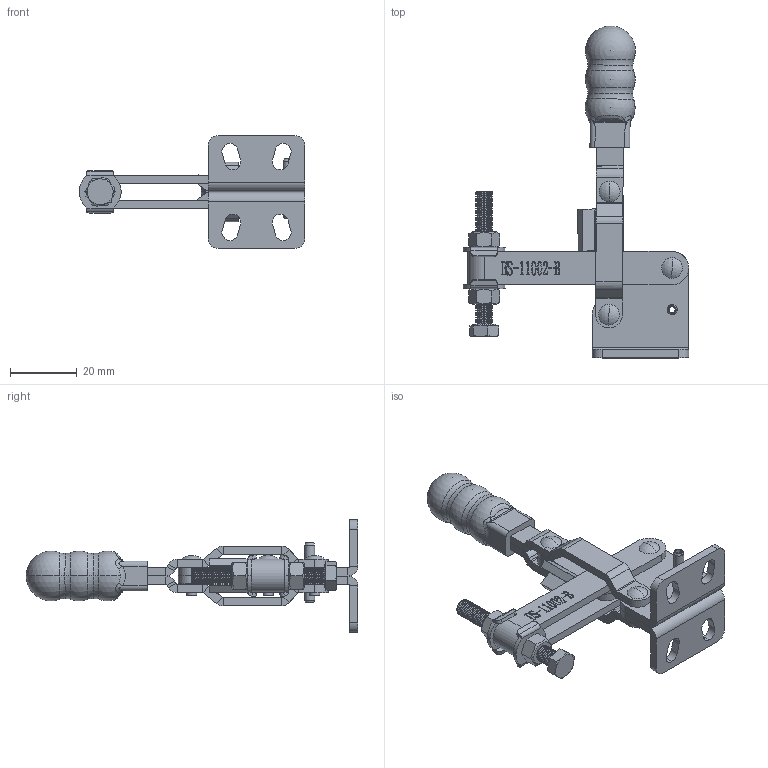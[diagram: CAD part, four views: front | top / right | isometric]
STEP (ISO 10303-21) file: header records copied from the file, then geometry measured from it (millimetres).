
FILE_DESCRIPTION (( 'STEP AP203' ), '1' );
FILE_NAME ('HS-11002-B.STEP', '2019-11-06T03:20:18', ( '微软用户' ), ( '微软中国' ), 'SwSTEP 2.0', 'SolidWorks 2012', '' );
FILE_SCHEMA (( 'CONFIG_CONTROL_DESIGN' ));
Length unit declared in the file: millimetre
Products named in the file (12): HS-11002-B; hex nuts, style 1-grades ab gb_GB_FASTENER_NUT_SNAB1 M5-N; hexagon head bolts-full thread gb_GB_FASTENER_BOLT_STBAB A M5X40-S; FW-100; 7#忒參杶; spring pin slotted heavy duty1 gb_GB_PARALLEL_PINS_TYPE6 3X18; oval head semi-tubular rivets gb_GB_CONNECTING_PIECE_RIVET_OHSR 3X11; 11002-B蟀裝; 11002-B忒參蚾饜芞; 眻忒梟; 11002-B揤參; 楊擘菁釱酘
Assembly tree (18 placements, depth 3):
  HS-11002-B
    楊擘菁釱酘
    11002-B揤參
    11002-B忒參蚾饜芞
      眻忒梟  x2
    11002-B蟀裝  x2
    oval head semi-tubular rivets gb_GB_CONNECTING_PIECE_RIVET_OHSR 3X11  x4
    spring pin slotted heavy duty1 gb_GB_PARALLEL_PINS_TYPE6 3X18
    7#忒參杶
    FW-100  x2
    hexagon head bolts-full thread gb_GB_FASTENER_BOLT_STBAB A M5X40-S
    hex nuts, style 1-grades ab gb_GB_FASTENER_NUT_SNAB1 M5-N  x2
Bounding box: 67.8 x 99.8 x 34 mm (x, y, z)
Volume: 19181.4 mm3; surface area: 20210.2 mm2
Topology: 18 solids, 18 shells, 1288 faces, 3020 edges, 1792 vertices
Faces by surface type: plane 439, cone 348, cylinder 314, bspline 155, torus 18, sphere 14
Entity records: 40659 total; most frequent: CARTESIAN_POINT 13933, ORIENTED_EDGE 5318, DIRECTION 5071, EDGE_CURVE 2659, AXIS2_PLACEMENT_3D 1759, VERTEX_POINT 1581, VECTOR 1553, LINE 1553
